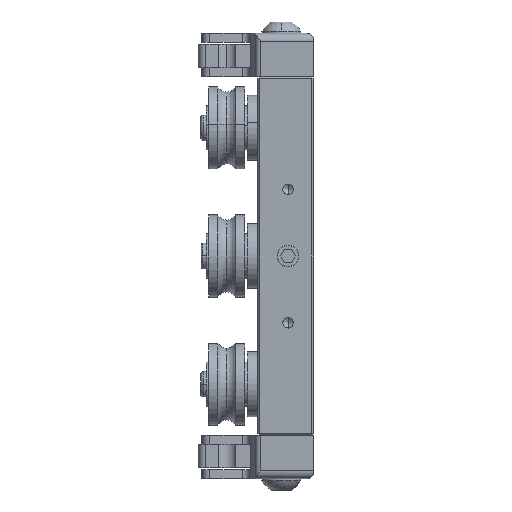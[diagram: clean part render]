
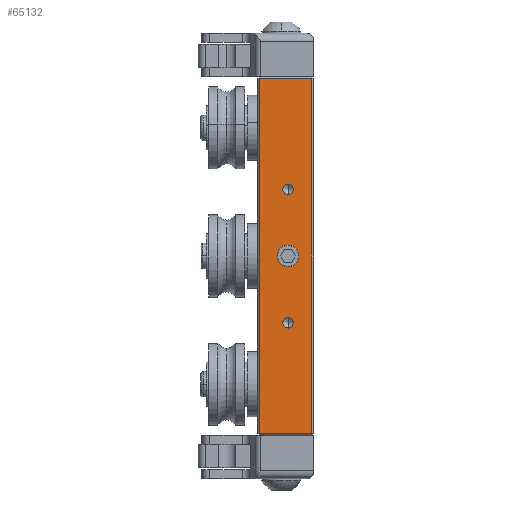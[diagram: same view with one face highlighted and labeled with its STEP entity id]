
A CAD part, front view. The second image highlights one B-rep face of the part: STEP entity #65132.
In plain terms, the highlighted planar face has unit normal (0, -1, 0).
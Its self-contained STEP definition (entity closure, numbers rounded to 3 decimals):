
#1703 = ORIENTED_EDGE ( 'NONE', *, *, #69338, .T. ) ;
#2306 = LINE ( 'NONE', #54759, #71894 ) ;
#3548 = EDGE_LOOP ( 'NONE', ( #72458, #51191 ) ) ;
#3737 = CARTESIAN_POINT ( 'NONE',  ( 0.904, -0.5, -3.01 ) ) ;
#8430 = CARTESIAN_POINT ( 'NONE',  ( 0.904, -0.5, -1.945 ) ) ;
#8634 = FACE_BOUND ( 'NONE', #70539, .T. ) ;
#9061 = FACE_OUTER_BOUND ( 'NONE', #31193, .T. ) ;
#9945 = EDGE_CURVE ( 'NONE', #45063, #52701, #77294, .T. ) ;
#10593 = VERTEX_POINT ( 'NONE', #58087 ) ;
#10789 = DIRECTION ( 'NONE',  ( 0., 1., 0. ) ) ;
#11391 = ORIENTED_EDGE ( 'NONE', *, *, #51066, .F. ) ;
#12270 = AXIS2_PLACEMENT_3D ( 'NONE', #3737, #10789, #63262 ) ;
#12315 = ORIENTED_EDGE ( 'NONE', *, *, #78885, .T. ) ;
#13562 = AXIS2_PLACEMENT_3D ( 'NONE', #32870, #25810, #66337 ) ;
#14381 = PLANE ( 'NONE',  #77060 ) ;
#15425 = CIRCLE ( 'NONE', #64653, 0.083 ) ;
#15543 = DIRECTION ( 'NONE',  ( 1., 0., 0. ) ) ;
#15700 = VERTEX_POINT ( 'NONE', #43295 ) ;
#15967 = CIRCLE ( 'NONE', #84924, 0.04 ) ;
#16909 = CARTESIAN_POINT ( 'NONE',  ( 0.685, -0.5, -1.122 ) ) ;
#17031 = CARTESIAN_POINT ( 'NONE',  ( 0.904, -0.5, -3.01 ) ) ;
#17141 = CARTESIAN_POINT ( 'NONE',  ( 0.904, -0.5, -2.025 ) ) ;
#19092 = CARTESIAN_POINT ( 'NONE',  ( 0.904, -0.5, -2.497 ) ) ;
#20359 = VERTEX_POINT ( 'NONE', #34806 ) ;
#21238 = ORIENTED_EDGE ( 'NONE', *, *, #77371, .T. ) ;
#21530 = CARTESIAN_POINT ( 'NONE',  ( 1.087, -0.5, -3.857 ) ) ;
#25810 = DIRECTION ( 'NONE',  ( 0., 1., 0. ) ) ;
#28315 = CARTESIAN_POINT ( 'NONE',  ( 0.685, -0.5, -3.857 ) ) ;
#28485 = CARTESIAN_POINT ( 'NONE',  ( -71.099, -0.5, -1.122 ) ) ;
#29866 = EDGE_CURVE ( 'NONE', #20359, #30855, #35759, .T. ) ;
#30631 = VERTEX_POINT ( 'NONE', #17141 ) ;
#30855 = VERTEX_POINT ( 'NONE', #36494 ) ;
#31193 = EDGE_LOOP ( 'NONE', ( #35383, #12315, #76108, #1703 ) ) ;
#32677 = CARTESIAN_POINT ( 'NONE',  ( 0.904, -0.5, -1.985 ) ) ;
#32870 = CARTESIAN_POINT ( 'NONE',  ( 0.904, -0.5, -1.985 ) ) ;
#33404 = CARTESIAN_POINT ( 'NONE',  ( -71.099, -0.5, -1.137 ) ) ;
#33574 = DIRECTION ( 'NONE',  ( 0., 1., 0. ) ) ;
#34698 = DIRECTION ( 'NONE',  ( -1., 0., 0. ) ) ;
#34806 = CARTESIAN_POINT ( 'NONE',  ( 0.904, -0.5, -2.97 ) ) ;
#35383 = ORIENTED_EDGE ( 'NONE', *, *, #52157, .T. ) ;
#35759 = CIRCLE ( 'NONE', #76579, 0.04 ) ;
#36346 = DIRECTION ( 'NONE',  ( 0., 0., -1. ) ) ;
#36474 = DIRECTION ( 'NONE',  ( 0., 1., 0. ) ) ;
#36494 = CARTESIAN_POINT ( 'NONE',  ( 0.904, -0.5, -3.05 ) ) ;
#36815 = CARTESIAN_POINT ( 'NONE',  ( 0.904, -0.5, -2.497 ) ) ;
#39452 = VECTOR ( 'NONE', #60930, 39.37 ) ;
#39500 = EDGE_CURVE ( 'NONE', #30855, #20359, #72789, .T. ) ;
#39974 = VERTEX_POINT ( 'NONE', #46347 ) ;
#39999 = VERTEX_POINT ( 'NONE', #8430 ) ;
#40443 = LINE ( 'NONE', #33404, #70928 ) ;
#42011 = CARTESIAN_POINT ( 'NONE',  ( 1.087, -0.5, -1.122 ) ) ;
#43295 = CARTESIAN_POINT ( 'NONE',  ( 0.987, -0.5, -2.497 ) ) ;
#44355 = DIRECTION ( 'NONE',  ( 0., 0., 1. ) ) ;
#44382 = ORIENTED_EDGE ( 'NONE', *, *, #47694, .F. ) ;
#45063 = VERTEX_POINT ( 'NONE', #65766 ) ;
#46332 = CIRCLE ( 'NONE', #71697, 0.083 ) ;
#46347 = CARTESIAN_POINT ( 'NONE',  ( 0.821, -0.5, -2.497 ) ) ;
#47626 = DIRECTION ( 'NONE',  ( 0., 0., 1. ) ) ;
#47694 = EDGE_CURVE ( 'NONE', #15700, #39974, #46332, .T. ) ;
#48726 = DIRECTION ( 'NONE',  ( 0., -1., 0. ) ) ;
#51066 = EDGE_CURVE ( 'NONE', #39974, #15700, #15425, .T. ) ;
#51191 = ORIENTED_EDGE ( 'NONE', *, *, #29866, .T. ) ;
#51248 = DIRECTION ( 'NONE',  ( -1., 0., 0. ) ) ;
#52157 = EDGE_CURVE ( 'NONE', #76490, #10593, #67568, .T. ) ;
#52701 = VERTEX_POINT ( 'NONE', #28315 ) ;
#54759 = CARTESIAN_POINT ( 'NONE',  ( -71.099, -0.5, -3.857 ) ) ;
#55415 = ORIENTED_EDGE ( 'NONE', *, *, #56860, .T. ) ;
#56860 = EDGE_CURVE ( 'NONE', #30631, #39999, #83979, .T. ) ;
#57874 = DIRECTION ( 'NONE',  ( 0., -1., 0. ) ) ;
#58087 = CARTESIAN_POINT ( 'NONE',  ( 1.087, -0.5, -1.137 ) ) ;
#60930 = DIRECTION ( 'NONE',  ( 0., 0., 1. ) ) ;
#61947 = FACE_BOUND ( 'NONE', #77977, .T. ) ;
#63262 = DIRECTION ( 'NONE',  ( 0., 0., 1. ) ) ;
#63662 = DIRECTION ( 'NONE',  ( -1., 0., 0. ) ) ;
#64653 = AXIS2_PLACEMENT_3D ( 'NONE', #19092, #57874, #51248 ) ;
#65132 = ADVANCED_FACE ( 'NONE', ( #9061, #83133, #8634, #61947 ), #14381, .T. ) ;
#65766 = CARTESIAN_POINT ( 'NONE',  ( 0.685, -0.5, -1.137 ) ) ;
#66337 = DIRECTION ( 'NONE',  ( 0., 0., 1. ) ) ;
#67568 = LINE ( 'NONE', #42011, #39452 ) ;
#69005 = DIRECTION ( 'NONE',  ( -1., 0., 0. ) ) ;
#69338 = EDGE_CURVE ( 'NONE', #52701, #76490, #2306, .T. ) ;
#70539 = EDGE_LOOP ( 'NONE', ( #55415, #21238 ) ) ;
#70928 = VECTOR ( 'NONE', #34698, 39.37 ) ;
#71697 = AXIS2_PLACEMENT_3D ( 'NONE', #36815, #76479, #63662 ) ;
#71894 = VECTOR ( 'NONE', #15543, 39.37 ) ;
#72458 = ORIENTED_EDGE ( 'NONE', *, *, #39500, .T. ) ;
#72789 = CIRCLE ( 'NONE', #12270, 0.04 ) ;
#76108 = ORIENTED_EDGE ( 'NONE', *, *, #9945, .T. ) ;
#76479 = DIRECTION ( 'NONE',  ( 0., -1., 0. ) ) ;
#76490 = VERTEX_POINT ( 'NONE', #21530 ) ;
#76579 = AXIS2_PLACEMENT_3D ( 'NONE', #17031, #36474, #44355 ) ;
#77060 = AXIS2_PLACEMENT_3D ( 'NONE', #28485, #48726, #69005 ) ;
#77294 = LINE ( 'NONE', #16909, #79556 ) ;
#77371 = EDGE_CURVE ( 'NONE', #39999, #30631, #15967, .T. ) ;
#77977 = EDGE_LOOP ( 'NONE', ( #11391, #44382 ) ) ;
#78885 = EDGE_CURVE ( 'NONE', #10593, #45063, #40443, .T. ) ;
#79556 = VECTOR ( 'NONE', #36346, 39.37 ) ;
#83133 = FACE_BOUND ( 'NONE', #3548, .T. ) ;
#83979 = CIRCLE ( 'NONE', #13562, 0.04 ) ;
#84924 = AXIS2_PLACEMENT_3D ( 'NONE', #32677, #33574, #47626 ) ;
